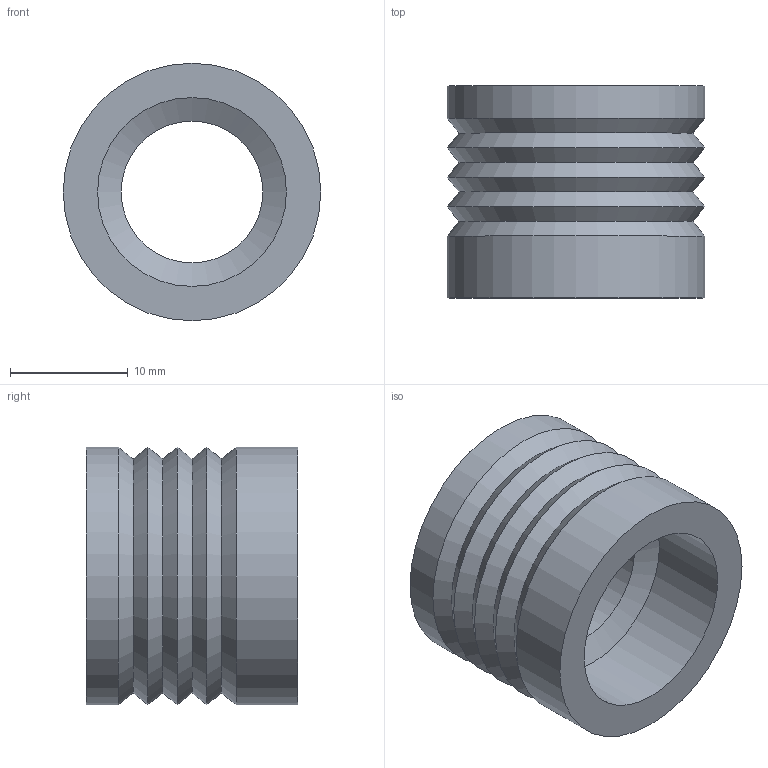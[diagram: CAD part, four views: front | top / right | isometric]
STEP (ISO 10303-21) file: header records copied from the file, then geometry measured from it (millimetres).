
FILE_DESCRIPTION(/* description */ (''),/* implementation_level */ '2;1');
FILE_NAME(/* name */ 'capstan_pulley_ed.step',/* time_stamp */ '2026-02-26T12:56:48+03:00',/* author */ (''),/* organization */ (''),/* preprocessor_version */ 'ST-DEVELOPER v20.1',/* originating_system */ 'Autodesk Translation Framework v14.24.0.0',/* authorisation */ '');
FILE_SCHEMA (('AUTOMOTIVE_DESIGN { 1 0 10303 214 3 1 1 }'));
Length unit declared in the file: millimetre
Products named in the file (1): capstan_pulley_ed
Bounding box: 21.87 x 18 x 21.87 mm (x, y, z)
Volume: 3414.4 mm3; surface area: 2664.9 mm2
Topology: 1 solids, 1 shells, 17 faces, 36 edges, 21 vertices
Faces by surface type: cone 10, cylinder 5, plane 2
Full cylindrical faces by diameter (mm): 12.04 x1, 16.04 x2, 21.872 x2
Entity records: 496 total; most frequent: DIRECTION 93, CARTESIAN_POINT 75, ORIENTED_EDGE 72, AXIS2_PLACEMENT_3D 39, EDGE_CURVE 36, CIRCLE 21, VERTEX_POINT 21, EDGE_LOOP 19
